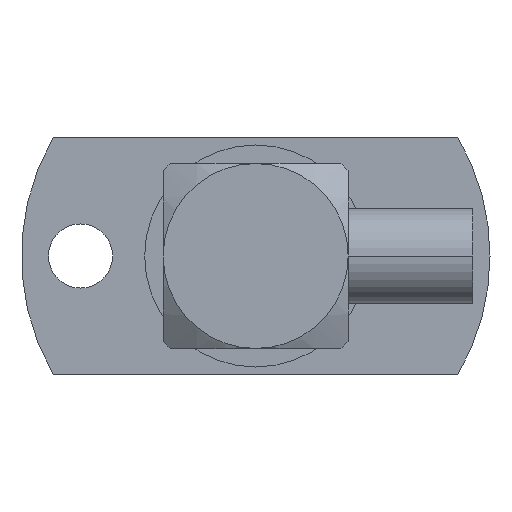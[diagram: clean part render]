
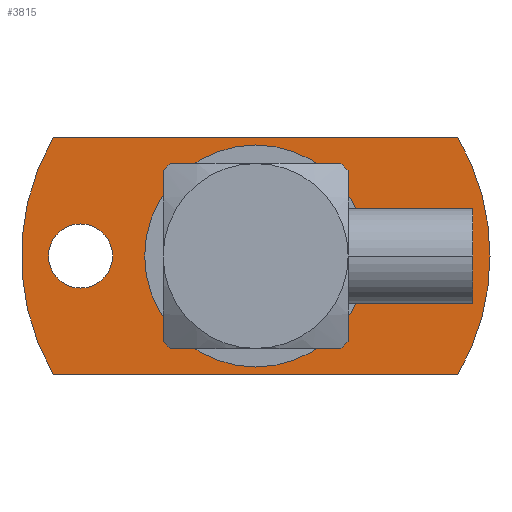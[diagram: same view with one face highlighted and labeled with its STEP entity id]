
A CAD part, front view. The second image highlights one B-rep face of the part: STEP entity #3815.
In plain terms, the highlighted planar face has unit normal (0, -1, 0).
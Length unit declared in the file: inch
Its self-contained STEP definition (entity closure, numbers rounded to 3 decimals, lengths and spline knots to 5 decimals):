
#75 = VERTEX_POINT ( 'NONE', #13578 ) ;
#165 = FACE_BOUND ( 'NONE', #5702, .T. ) ;
#456 = FACE_OUTER_BOUND ( 'NONE', #7158, .T. ) ;
#527 = VERTEX_POINT ( 'NONE', #4315 ) ;
#583 = CARTESIAN_POINT ( 'NONE',  ( 0.27953, 0.44094, 0. ) ) ;
#590 = ORIENTED_EDGE ( 'NONE', *, *, #5214, .T. ) ;
#660 = DIRECTION ( 'NONE',  ( 0., -1., 0. ) ) ;
#749 = CARTESIAN_POINT ( 'NONE',  ( -0.27953, 0.44094, 0. ) ) ;
#907 = DIRECTION ( 'NONE',  ( 0.863, 0., -0.505 ) ) ;
#1511 = ORIENTED_EDGE ( 'NONE', *, *, #9671, .F. ) ;
#1703 = DIRECTION ( 'NONE',  ( 0., 1., 0. ) ) ;
#1792 = ORIENTED_EDGE ( 'NONE', *, *, #7147, .F. ) ;
#1793 = AXIS2_PLACEMENT_3D ( 'NONE', #583, #9584, #13065 ) ;
#1953 = AXIS2_PLACEMENT_3D ( 'NONE', #12194, #7815, #7755 ) ;
#2345 = DIRECTION ( 'NONE',  ( 1., 0., 0. ) ) ;
#2812 = DIRECTION ( 'NONE',  ( 1., 0., 0. ) ) ;
#2868 = VERTEX_POINT ( 'NONE', #8708 ) ;
#2873 = AXIS2_PLACEMENT_3D ( 'NONE', #13686, #5425, #9932 ) ;
#2890 = AXIS2_PLACEMENT_3D ( 'NONE', #5960, #4662, #11457 ) ;
#3233 = DIRECTION ( 'NONE',  ( 0., 1., 0. ) ) ;
#3815 = ADVANCED_FACE ( 'NONE', ( #10268, #3828, #165, #456 ), #4726, .T. ) ;
#3828 = FACE_BOUND ( 'NONE', #11427, .T. ) ;
#4012 = VERTEX_POINT ( 'NONE', #5231 ) ;
#4074 = EDGE_CURVE ( 'NONE', #13232, #4012, #8304, .T. ) ;
#4315 = CARTESIAN_POINT ( 'NONE',  ( -0.33071, 0.44094, 0. ) ) ;
#4506 = AXIS2_PLACEMENT_3D ( 'NONE', #7469, #9602, #907 ) ;
#4519 = EDGE_CURVE ( 'NONE', #527, #11103, #5690, .T. ) ;
#4551 = AXIS2_PLACEMENT_3D ( 'NONE', #9568, #660, #6237 ) ;
#4572 = EDGE_CURVE ( 'NONE', #9969, #75, #12080, .T. ) ;
#4611 = CIRCLE ( 'NONE', #13368, 0.17717 ) ;
#4662 = DIRECTION ( 'NONE',  ( 0., -1., 0. ) ) ;
#4683 = ORIENTED_EDGE ( 'NONE', *, *, #11235, .F. ) ;
#4726 = PLANE ( 'NONE',  #2890 ) ;
#5214 = EDGE_CURVE ( 'NONE', #8551, #2868, #13479, .T. ) ;
#5225 = ORIENTED_EDGE ( 'NONE', *, *, #13404, .T. ) ;
#5231 = CARTESIAN_POINT ( 'NONE',  ( 0.33071, 0.44094, 0. ) ) ;
#5418 = ORIENTED_EDGE ( 'NONE', *, *, #4572, .F. ) ;
#5425 = DIRECTION ( 'NONE',  ( 0., -1., 0. ) ) ;
#5622 = CARTESIAN_POINT ( 'NONE',  ( -0.22835, 0.44094, 0. ) ) ;
#5689 = ORIENTED_EDGE ( 'NONE', *, *, #12236, .T. ) ;
#5690 = CIRCLE ( 'NONE', #8055, 0.05118 ) ;
#5702 = EDGE_LOOP ( 'NONE', ( #1792, #5418 ) ) ;
#5806 = AXIS2_PLACEMENT_3D ( 'NONE', #749, #1703, #6343 ) ;
#5813 = ORIENTED_EDGE ( 'NONE', *, *, #4074, .T. ) ;
#5960 = CARTESIAN_POINT ( 'NONE',  ( 0., 0.44094, 0. ) ) ;
#6237 = DIRECTION ( 'NONE',  ( -0.863, 0., 0.505 ) ) ;
#6343 = DIRECTION ( 'NONE',  ( -1., 0., 0. ) ) ;
#6483 = VECTOR ( 'NONE', #14355, 39.37008 ) ;
#6519 = CIRCLE ( 'NONE', #5806, 0.05118 ) ;
#7039 = EDGE_CURVE ( 'NONE', #4012, #13232, #9328, .T. ) ;
#7147 = EDGE_CURVE ( 'NONE', #75, #9969, #4611, .T. ) ;
#7158 = EDGE_LOOP ( 'NONE', ( #5689, #1511, #590, #5225, #4683 ) ) ;
#7313 = CARTESIAN_POINT ( 'NONE',  ( -0.32276, 0.44094, 0.18898 ) ) ;
#7348 = VERTEX_POINT ( 'NONE', #10834 ) ;
#7469 = CARTESIAN_POINT ( 'NONE',  ( 0., 0.44094, 0. ) ) ;
#7755 = DIRECTION ( 'NONE',  ( -1., 0., 0. ) ) ;
#7762 = ORIENTED_EDGE ( 'NONE', *, *, #8308, .T. ) ;
#7805 = CARTESIAN_POINT ( 'NONE',  ( 0., 0.44094, 0. ) ) ;
#7815 = DIRECTION ( 'NONE',  ( 0., 1., 0. ) ) ;
#8055 = AXIS2_PLACEMENT_3D ( 'NONE', #11124, #3233, #14528 ) ;
#8304 = CIRCLE ( 'NONE', #1953, 0.05118 ) ;
#8308 = EDGE_CURVE ( 'NONE', #11103, #527, #6519, .T. ) ;
#8551 = VERTEX_POINT ( 'NONE', #11442 ) ;
#8708 = CARTESIAN_POINT ( 'NONE',  ( 0.37402, 0.44094, 0. ) ) ;
#9263 = CIRCLE ( 'NONE', #4551, 0.37402 ) ;
#9328 = CIRCLE ( 'NONE', #1793, 0.05118 ) ;
#9568 = CARTESIAN_POINT ( 'NONE',  ( 0., 0.44094, 0. ) ) ;
#9584 = DIRECTION ( 'NONE',  ( 0., 1., 0. ) ) ;
#9588 = VECTOR ( 'NONE', #2812, 39.37008 ) ;
#9602 = DIRECTION ( 'NONE',  ( 0., -1., 0. ) ) ;
#9671 = EDGE_CURVE ( 'NONE', #8551, #10790, #9907, .T. ) ;
#9907 = LINE ( 'NONE', #9976, #6483 ) ;
#9932 = DIRECTION ( 'NONE',  ( 1., 0., 0. ) ) ;
#9969 = VERTEX_POINT ( 'NONE', #11741 ) ;
#9976 = CARTESIAN_POINT ( 'NONE',  ( 0.32276, 0.44094, -0.18898 ) ) ;
#10268 = FACE_BOUND ( 'NONE', #11348, .T. ) ;
#10625 = ORIENTED_EDGE ( 'NONE', *, *, #4519, .T. ) ;
#10712 = LINE ( 'NONE', #7313, #9588 ) ;
#10770 = DIRECTION ( 'NONE',  ( 0., -1., 0. ) ) ;
#10790 = VERTEX_POINT ( 'NONE', #14134 ) ;
#10834 = CARTESIAN_POINT ( 'NONE',  ( 0.32276, 0.44094, 0.18898 ) ) ;
#10969 = AXIS2_PLACEMENT_3D ( 'NONE', #14224, #10770, #13269 ) ;
#11103 = VERTEX_POINT ( 'NONE', #5622 ) ;
#11124 = CARTESIAN_POINT ( 'NONE',  ( -0.27953, 0.44094, 0. ) ) ;
#11235 = EDGE_CURVE ( 'NONE', #14181, #7348, #10712, .T. ) ;
#11348 = EDGE_LOOP ( 'NONE', ( #12991, #5813 ) ) ;
#11427 = EDGE_LOOP ( 'NONE', ( #7762, #10625 ) ) ;
#11442 = CARTESIAN_POINT ( 'NONE',  ( 0.32276, 0.44094, -0.18898 ) ) ;
#11457 = DIRECTION ( 'NONE',  ( 0., 0., -1. ) ) ;
#11741 = CARTESIAN_POINT ( 'NONE',  ( 0.17717, 0.44094, 0. ) ) ;
#12080 = CIRCLE ( 'NONE', #2873, 0.17717 ) ;
#12194 = CARTESIAN_POINT ( 'NONE',  ( 0.27953, 0.44094, 0. ) ) ;
#12236 = EDGE_CURVE ( 'NONE', #14181, #10790, #9263, .T. ) ;
#12315 = DIRECTION ( 'NONE',  ( 0., -1., 0. ) ) ;
#12324 = CARTESIAN_POINT ( 'NONE',  ( 0.22835, 0.44094, 0. ) ) ;
#12630 = CARTESIAN_POINT ( 'NONE',  ( -0.32276, 0.44094, 0.18898 ) ) ;
#12991 = ORIENTED_EDGE ( 'NONE', *, *, #7039, .T. ) ;
#13065 = DIRECTION ( 'NONE',  ( -1., 0., 0. ) ) ;
#13232 = VERTEX_POINT ( 'NONE', #12324 ) ;
#13269 = DIRECTION ( 'NONE',  ( 0.863, 0., -0.505 ) ) ;
#13337 = CIRCLE ( 'NONE', #10969, 0.37402 ) ;
#13368 = AXIS2_PLACEMENT_3D ( 'NONE', #7805, #12315, #2345 ) ;
#13404 = EDGE_CURVE ( 'NONE', #2868, #7348, #13337, .T. ) ;
#13479 = CIRCLE ( 'NONE', #4506, 0.37402 ) ;
#13578 = CARTESIAN_POINT ( 'NONE',  ( -0.17717, 0.44094, 0. ) ) ;
#13686 = CARTESIAN_POINT ( 'NONE',  ( 0., 0.44094, 0. ) ) ;
#14134 = CARTESIAN_POINT ( 'NONE',  ( -0.32276, 0.44094, -0.18898 ) ) ;
#14181 = VERTEX_POINT ( 'NONE', #12630 ) ;
#14224 = CARTESIAN_POINT ( 'NONE',  ( 0., 0.44094, 0. ) ) ;
#14355 = DIRECTION ( 'NONE',  ( -1., 0., 0. ) ) ;
#14528 = DIRECTION ( 'NONE',  ( -1., 0., 0. ) ) ;
